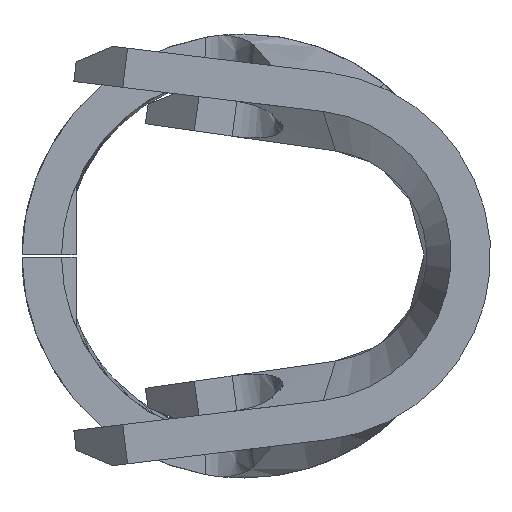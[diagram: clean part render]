
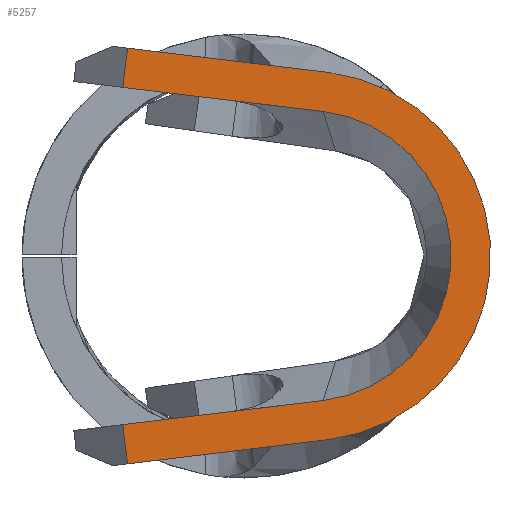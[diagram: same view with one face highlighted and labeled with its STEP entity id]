
A CAD part, left-side view. The second image highlights one B-rep face of the part: STEP entity #5257.
In plain terms, the highlighted planar face has unit normal (-1, 0, 0).
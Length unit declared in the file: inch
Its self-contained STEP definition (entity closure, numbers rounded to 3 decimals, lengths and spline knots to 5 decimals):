
#4 = VERTEX_POINT ( 'NONE', #3694 ) ;
#138 = EDGE_CURVE ( 'NONE', #3455, #4, #4769, .T. ) ;
#266 = ORIENTED_EDGE ( 'NONE', *, *, #1364, .F. ) ;
#380 = VECTOR ( 'NONE', #5265, 39.37008 ) ;
#535 = AXIS2_PLACEMENT_3D ( 'NONE', #707, #3599, #1135 ) ;
#663 = VERTEX_POINT ( 'NONE', #3173 ) ;
#674 = LINE ( 'NONE', #783, #380 ) ;
#707 = CARTESIAN_POINT ( 'NONE',  ( -0.817, -0.025, 0. ) ) ;
#783 = CARTESIAN_POINT ( 'NONE',  ( -0.817, -0.03399, 0.07446 ) ) ;
#943 = CARTESIAN_POINT ( 'NONE',  ( -0.817, 0.04914, -0.06838 ) ) ;
#976 = CARTESIAN_POINT ( 'NONE',  ( -0.817, -0.03399, -0.07446 ) ) ;
#1123 = ORIENTED_EDGE ( 'NONE', *, *, #1314, .T. ) ;
#1135 = DIRECTION ( 'NONE',  ( 0., 0., -1. ) ) ;
#1296 = EDGE_CURVE ( 'NONE', #2404, #3455, #2868, .T. ) ;
#1314 = EDGE_CURVE ( 'NONE', #2415, #3675, #4887, .T. ) ;
#1364 = EDGE_CURVE ( 'NONE', #3977, #663, #674, .T. ) ;
#1420 = AXIS2_PLACEMENT_3D ( 'NONE', #4039, #1594, #4454 ) ;
#1504 = LINE ( 'NONE', #4245, #4768 ) ;
#1594 = DIRECTION ( 'NONE',  ( -1., 0., 0. ) ) ;
#2003 = EDGE_CURVE ( 'NONE', #663, #4996, #3451, .T. ) ;
#2113 = AXIS2_PLACEMENT_3D ( 'NONE', #2155, #4987, #2576 ) ;
#2131 = CARTESIAN_POINT ( 'NONE',  ( -0.817, -0.03399, -0.07446 ) ) ;
#2155 = CARTESIAN_POINT ( 'NONE',  ( -0.817, -0.025, 0. ) ) ;
#2241 = ORIENTED_EDGE ( 'NONE', *, *, #5140, .F. ) ;
#2404 = VERTEX_POINT ( 'NONE', #2602 ) ;
#2415 = VERTEX_POINT ( 'NONE', #943 ) ;
#2576 = DIRECTION ( 'NONE',  ( 0., 0., -1. ) ) ;
#2602 = CARTESIAN_POINT ( 'NONE',  ( -0.817, -0.03207, -0.05857 ) ) ;
#2628 = ORIENTED_EDGE ( 'NONE', *, *, #4971, .T. ) ;
#2868 = CIRCLE ( 'NONE', #1420, 0.059 ) ;
#2919 = DIRECTION ( 'NONE',  ( 0., 0.993, 0.12 ) ) ;
#2965 = PLANE ( 'NONE',  #2113 ) ;
#2975 = CARTESIAN_POINT ( 'NONE',  ( -0.817, -0.03207, 0.05857 ) ) ;
#3029 = CARTESIAN_POINT ( 'NONE',  ( -0.817, -0.03207, 0.05857 ) ) ;
#3042 = EDGE_CURVE ( 'NONE', #2415, #2404, #1504, .T. ) ;
#3173 = CARTESIAN_POINT ( 'NONE',  ( -0.817, -0.03399, 0.07446 ) ) ;
#3259 = DIRECTION ( 'NONE',  ( 0., -0.12, -0.993 ) ) ;
#3323 = LINE ( 'NONE', #976, #4287 ) ;
#3451 = CIRCLE ( 'NONE', #535, 0.075 ) ;
#3455 = VERTEX_POINT ( 'NONE', #3029 ) ;
#3599 = DIRECTION ( 'NONE',  ( 1., 0., 0. ) ) ;
#3656 = CARTESIAN_POINT ( 'NONE',  ( -0.817, 0.04723, -0.08426 ) ) ;
#3670 = VECTOR ( 'NONE', #2919, 39.37008 ) ;
#3675 = VERTEX_POINT ( 'NONE', #3656 ) ;
#3687 = LINE ( 'NONE', #4957, #4785 ) ;
#3694 = CARTESIAN_POINT ( 'NONE',  ( -0.817, 0.04914, 0.06838 ) ) ;
#3755 = DIRECTION ( 'NONE',  ( 0., 0.12, -0.993 ) ) ;
#3824 = ORIENTED_EDGE ( 'NONE', *, *, #138, .F. ) ;
#3826 = VECTOR ( 'NONE', #3259, 39.37008 ) ;
#3977 = VERTEX_POINT ( 'NONE', #4923 ) ;
#4006 = ORIENTED_EDGE ( 'NONE', *, *, #3042, .F. ) ;
#4039 = CARTESIAN_POINT ( 'NONE',  ( -0.817, -0.025, 0. ) ) ;
#4214 = EDGE_LOOP ( 'NONE', ( #4006, #1123, #2241, #4512, #266, #2628, #3824, #5019 ) ) ;
#4245 = CARTESIAN_POINT ( 'NONE',  ( -0.817, -0.03207, -0.05857 ) ) ;
#4269 = DIRECTION ( 'NONE',  ( 0., 0.993, -0.12 ) ) ;
#4287 = VECTOR ( 'NONE', #4269, 39.37008 ) ;
#4454 = DIRECTION ( 'NONE',  ( 0., 0., -1. ) ) ;
#4512 = ORIENTED_EDGE ( 'NONE', *, *, #2003, .F. ) ;
#4641 = DIRECTION ( 'NONE',  ( 0., -0.993, 0.12 ) ) ;
#4768 = VECTOR ( 'NONE', #4641, 39.37008 ) ;
#4769 = LINE ( 'NONE', #2975, #3670 ) ;
#4785 = VECTOR ( 'NONE', #3755, 39.37008 ) ;
#4829 = FACE_OUTER_BOUND ( 'NONE', #4214, .T. ) ;
#4851 = CARTESIAN_POINT ( 'NONE',  ( -0.817, 0.04819, -0.07632 ) ) ;
#4887 = LINE ( 'NONE', #4851, #3826 ) ;
#4923 = CARTESIAN_POINT ( 'NONE',  ( -0.817, 0.04723, 0.08426 ) ) ;
#4957 = CARTESIAN_POINT ( 'NONE',  ( -0.817, 0.04914, 0.06838 ) ) ;
#4971 = EDGE_CURVE ( 'NONE', #3977, #4, #3687, .T. ) ;
#4987 = DIRECTION ( 'NONE',  ( 1., 0., 0. ) ) ;
#4996 = VERTEX_POINT ( 'NONE', #2131 ) ;
#5019 = ORIENTED_EDGE ( 'NONE', *, *, #1296, .F. ) ;
#5140 = EDGE_CURVE ( 'NONE', #4996, #3675, #3323, .T. ) ;
#5257 = ADVANCED_FACE ( 'NONE', ( #4829 ), #2965, .F. ) ;
#5265 = DIRECTION ( 'NONE',  ( 0., -0.993, -0.12 ) ) ;
